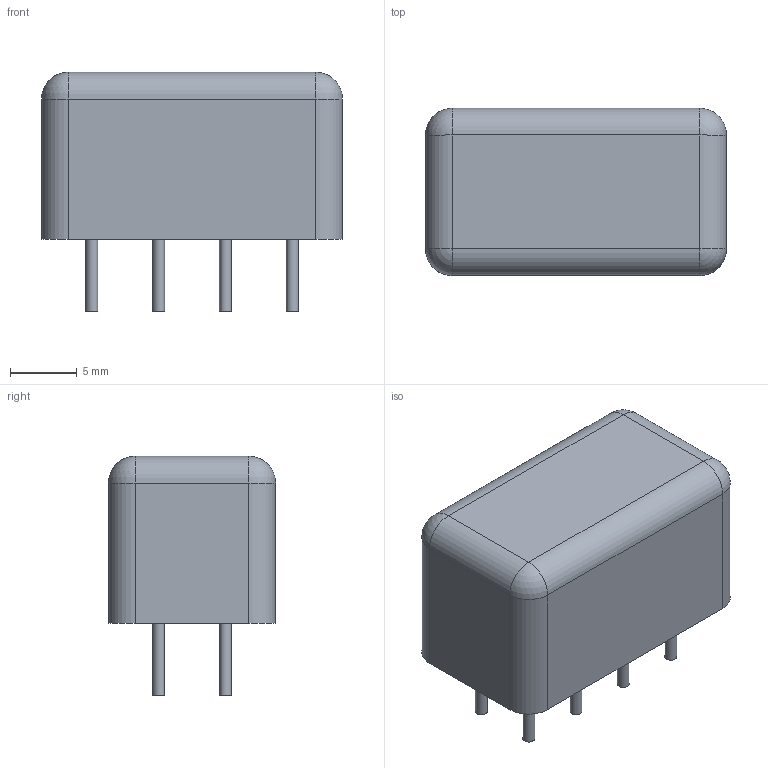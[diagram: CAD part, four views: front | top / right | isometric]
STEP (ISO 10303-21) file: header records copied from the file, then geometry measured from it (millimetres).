
FILE_DESCRIPTION(('STEP AP203'), '1');
FILE_NAME('櫻蠉錪', '2019-12-24T13:45:31', ('user'), (''), 'ASCON STEP Converter 1.3', 'ASCON Math Kernel', '');
FILE_SCHEMA(('CONFIG_CONTROL_DESIGN'));
Length unit declared in the file: millimetre
Bounding box: 22.5 x 12.5 x 17.9 mm (x, y, z)
Volume: 3445.5 mm3; surface area: 1450.9 mm2
Topology: 1 solids, 1 shells, 34 faces, 64 edges, 36 vertices
Faces by surface type: cylinder 16, plane 14, sphere 4
Full cylindrical faces by diameter (mm): 0.9 x8
Entity records: 1096 total; most frequent: DIRECTION 154, CARTESIAN_POINT 123, ORIENTED_EDGE 104, AXIS2_PLACEMENT_3D 67, EDGE_CURVE 52, EDGE_LOOP 50, VERTEX_POINT 36, COLOUR_RGB 35
